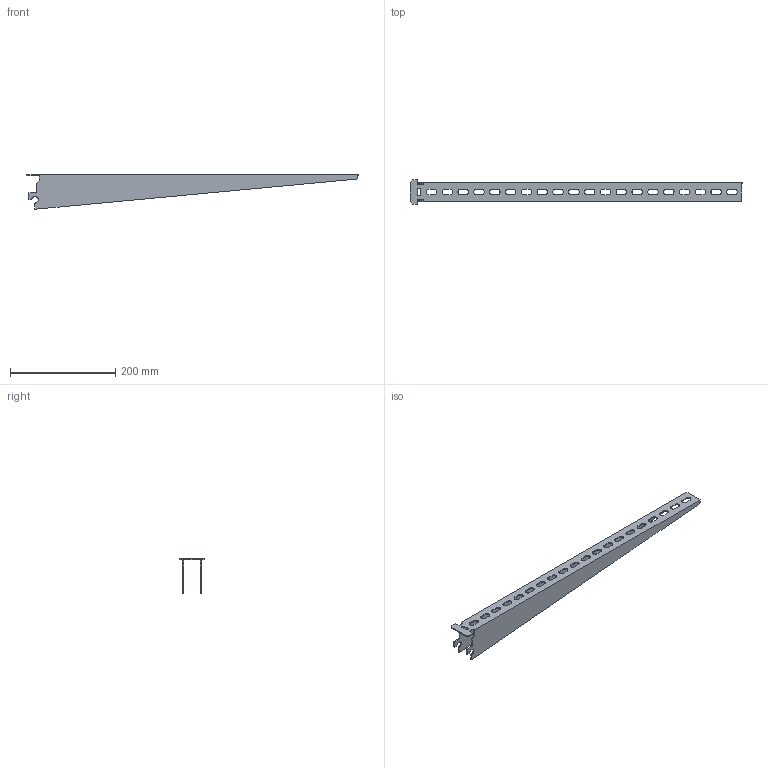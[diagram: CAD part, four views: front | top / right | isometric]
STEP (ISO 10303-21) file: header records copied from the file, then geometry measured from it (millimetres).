
FILE_DESCRIPTION(/* description */ (''),/* implementation_level */ '2;1');
FILE_NAME(/* name */ 'K1164-2.0 N.ipt.stp',/* time_stamp */ '2023-05-17T11:59:26+03:00',/* author */ ('Man88'),/* organization */ (''),/* preprocessor_version */ 'ST-DEVELOPER v19.2',/* originating_system */ 'Autodesk Inventor 2023',/* authorisation */ '');
FILE_SCHEMA (('AUTOMOTIVE_DESIGN { 1 0 10303 214 3 1 1 }'));
Length unit declared in the file: millimetre
Products named in the file (1): Полка кабельная 
K1164 630х 2,0 мм, K1164-2.0 N
Bounding box: 630 x 46 x 65.5 mm (x, y, z)
Volume: 122982.8 mm3; surface area: 128327.1 mm2
Topology: 1 solids, 1 shells, 152 faces, 450 edges, 300 vertices
Faces by surface type: plane 82, cylinder 70
Entity records: 5393 total; most frequent: CARTESIAN_POINT 903, ORIENTED_EDGE 900, DIRECTION 896, EDGE_CURVE 450, LINE 310, VECTOR 310, VERTEX_POINT 300, AXIS2_PLACEMENT_3D 293
